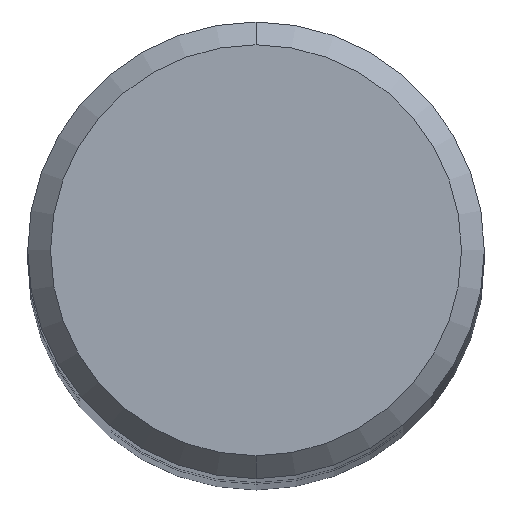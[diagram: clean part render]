
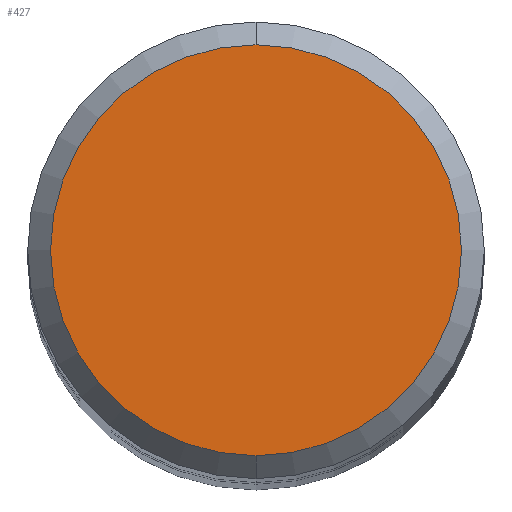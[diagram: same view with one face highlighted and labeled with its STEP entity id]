
A CAD part, top view. The second image highlights one B-rep face of the part: STEP entity #427.
In plain terms, the highlighted planar face has unit normal (0, 0, 1).
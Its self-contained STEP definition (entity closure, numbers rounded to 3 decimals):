
#193=VERTEX_POINT('',#488);
#255=VERTEX_POINT('',#553);
#373=EDGE_CURVE('',#255,#193,#684,.T.);
#425=EDGE_CURVE('',#193,#255,#743,.T.);
#427=ADVANCED_FACE('',(#745),#746,.T.);
#488=CARTESIAN_POINT('',(0.,-3.6,0.0));
#553=CARTESIAN_POINT('',(0.0,3.6,0.0));
#684=CIRCLE('',#1231,3.6);
#743=CIRCLE('',#1355,3.6);
#745=FACE_OUTER_BOUND('',#1357,.T.);
#746=PLANE('',#1358);
#1231=AXIS2_PLACEMENT_3D('',#1632,#1633,#1634);
#1355=AXIS2_PLACEMENT_3D('',#1713,#1714,#1715);
#1357=EDGE_LOOP('',(#1717,#1718));
#1358=AXIS2_PLACEMENT_3D('',#1719,#1720,#1721);
#1632=CARTESIAN_POINT('',(0.0,0.0,0.0));
#1633=DIRECTION('',(0.0,0.0,-1.0));
#1634=DIRECTION('',(0.0,1.0,0.0));
#1713=CARTESIAN_POINT('',(0.0,0.0,0.0));
#1714=DIRECTION('',(0.0,0.0,-1.0));
#1715=DIRECTION('',(0.0,1.0,0.0));
#1717=ORIENTED_EDGE('',*,*,#373,.F.);
#1718=ORIENTED_EDGE('',*,*,#425,.F.);
#1719=CARTESIAN_POINT('',(0.0,1.8,0.0));
#1720=DIRECTION('',(-0.0,0.0,1.0));
#1721=DIRECTION('',(0.0,-1.0,0.0));
